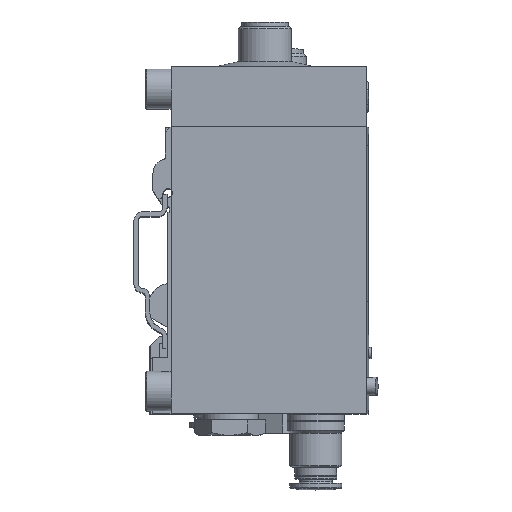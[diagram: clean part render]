
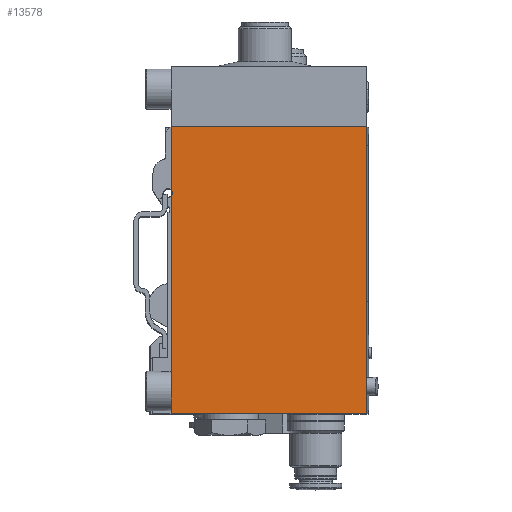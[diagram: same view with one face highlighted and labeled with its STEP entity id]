
A CAD part, top view. The second image highlights one B-rep face of the part: STEP entity #13578.
In plain terms, the highlighted face is planar.
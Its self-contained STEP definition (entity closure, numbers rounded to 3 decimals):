
#178=B_SPLINE_CURVE_WITH_KNOTS('',3,(#19101,#19102,#19103,#19104),
 .UNSPECIFIED.,.F.,.F.,(4,4),(0.,1.),.UNSPECIFIED.);
#317=CIRCLE('',#14282,1.);
#1335=ORIENTED_EDGE('',*,*,#4072,.F.);
#1336=ORIENTED_EDGE('',*,*,#3960,.F.);
#1337=ORIENTED_EDGE('',*,*,#4073,.F.);
#1338=ORIENTED_EDGE('',*,*,#4074,.F.);
#1339=ORIENTED_EDGE('',*,*,#4075,.F.);
#1340=ORIENTED_EDGE('',*,*,#3948,.T.);
#3948=EDGE_CURVE('',#5322,#5321,#317,.T.);
#3960=EDGE_CURVE('',#5331,#5332,#6333,.T.);
#4072=EDGE_CURVE('',#5332,#5321,#6424,.T.);
#4073=EDGE_CURVE('',#5405,#5331,#6425,.T.);
#4074=EDGE_CURVE('',#5406,#5405,#178,.F.);
#4075=EDGE_CURVE('',#5322,#5406,#6426,.T.);
#5321=VERTEX_POINT('',#18861);
#5322=VERTEX_POINT('',#18863);
#5331=VERTEX_POINT('',#18884);
#5332=VERTEX_POINT('',#18886);
#5405=VERTEX_POINT('',#19100);
#5406=VERTEX_POINT('',#19105);
#6333=LINE('',#18885,#7209);
#6424=LINE('',#19098,#7300);
#6425=LINE('',#19099,#7301);
#6426=LINE('',#19106,#7302);
#7209=VECTOR('',#15691,1000.);
#7300=VECTOR('',#15872,1000.);
#7301=VECTOR('',#15873,1000.);
#7302=VECTOR('',#15874,1000.);
#7998=EDGE_LOOP('',(#1335,#1336,#1337,#1338,#1339,#1340));
#8900=FACE_BOUND('',#7998,.T.);
#9767=PLANE('',#14333);
#13578=ADVANCED_FACE('',(#8900),#9767,.F.);
#14282=AXIS2_PLACEMENT_3D('',#18862,#15671,#15672);
#14333=AXIS2_PLACEMENT_3D('',#19097,#15870,#15871);
#15671=DIRECTION('',(1.,0.,0.));
#15672=DIRECTION('',(0.,0.,-1.));
#15691=DIRECTION('',(0.,0.,-1.));
#15870=DIRECTION('',(1.,0.,0.));
#15871=DIRECTION('',(0.,0.,-1.));
#15872=DIRECTION('',(0.,1.,0.));
#15873=DIRECTION('',(0.,-1.,0.));
#15874=DIRECTION('',(0.,1.,0.));
#18861=CARTESIAN_POINT('',(-47.5,9.936,-43.));
#18862=CARTESIAN_POINT('',(-47.5,10.65,-43.7));
#18863=CARTESIAN_POINT('',(-47.5,11.364,-43.));
#18884=CARTESIAN_POINT('',(-47.5,-39.25,1.3));
#18885=CARTESIAN_POINT('',(-47.5,-39.25,1.3));
#18886=CARTESIAN_POINT('',(-47.5,-39.25,-43.));
#19097=CARTESIAN_POINT('',(-47.5,10.65,-43.7));
#19098=CARTESIAN_POINT('',(-47.5,10.65,-43.));
#19099=CARTESIAN_POINT('',(-47.5,25.75,1.3));
#19100=CARTESIAN_POINT('',(-47.5,25.75,1.3));
#19101=CARTESIAN_POINT('',(-47.5,25.75,1.3));
#19102=CARTESIAN_POINT('',(-47.5,25.75,-13.467));
#19103=CARTESIAN_POINT('',(-47.5,25.75,-28.233));
#19104=CARTESIAN_POINT('',(-47.5,25.75,-43.));
#19105=CARTESIAN_POINT('',(-47.5,25.75,-43.));
#19106=CARTESIAN_POINT('',(-47.5,10.65,-43.));
